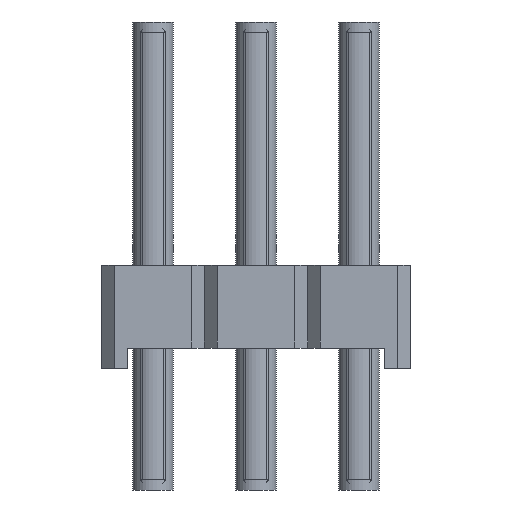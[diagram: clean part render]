
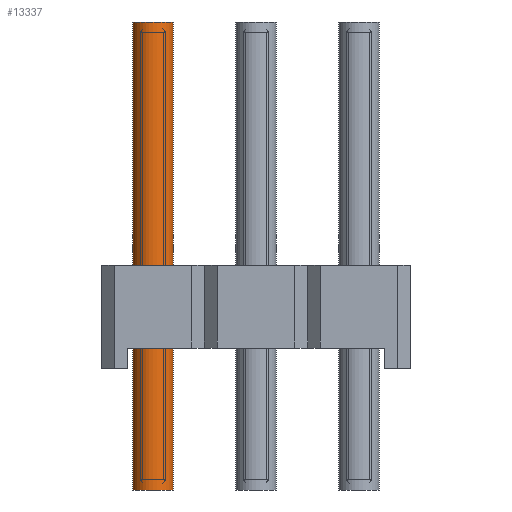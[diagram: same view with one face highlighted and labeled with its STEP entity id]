
A CAD part, left-side view. The second image highlights one B-rep face of the part: STEP entity #13337.
In plain terms, the highlighted cylindrical face has radius 0.5 mm (diameter 1 mm), a full revolution.
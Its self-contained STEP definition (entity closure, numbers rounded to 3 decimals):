
#275=CIRCLE('',#14058,0.5);
#276=CIRCLE('',#14059,0.5);
#792=CYLINDRICAL_SURFACE('',#14057,0.5);
#1157=ORIENTED_EDGE('',*,*,#5095,.F.);
#1158=ORIENTED_EDGE('',*,*,#5096,.T.);
#5095=EDGE_CURVE('',#7073,#7073,#275,.T.);
#5096=EDGE_CURVE('',#7074,#7074,#276,.T.);
#7073=VERTEX_POINT('',#19363);
#7074=VERTEX_POINT('',#19365);
#11333=EDGE_LOOP('',(#1157));
#11334=EDGE_LOOP('',(#1158));
#12129=FACE_BOUND('',#11333,.T.);
#12130=FACE_BOUND('',#11334,.T.);
#13337=ADVANCED_FACE('',(#12129,#12130),#792,.F.);
#14057=AXIS2_PLACEMENT_3D('',#19361,#15380,#15381);
#14058=AXIS2_PLACEMENT_3D('',#19362,#15382,#15383);
#14059=AXIS2_PLACEMENT_3D('',#19364,#15384,#15385);
#15380=DIRECTION('',(0.,0.,1.));
#15381=DIRECTION('',(1.,0.,0.));
#15382=DIRECTION('',(0.,0.,-1.));
#15383=DIRECTION('',(1.,0.,0.));
#15384=DIRECTION('',(0.,0.,-1.));
#15385=DIRECTION('',(1.,0.,0.));
#19361=CARTESIAN_POINT('',(0.,0.,0.));
#19362=CARTESIAN_POINT('',(0.,0.,11.54));
#19363=CARTESIAN_POINT('',(0.5,0.,11.54));
#19364=CARTESIAN_POINT('',(0.,0.,0.));
#19365=CARTESIAN_POINT('',(0.5,0.,0.));
